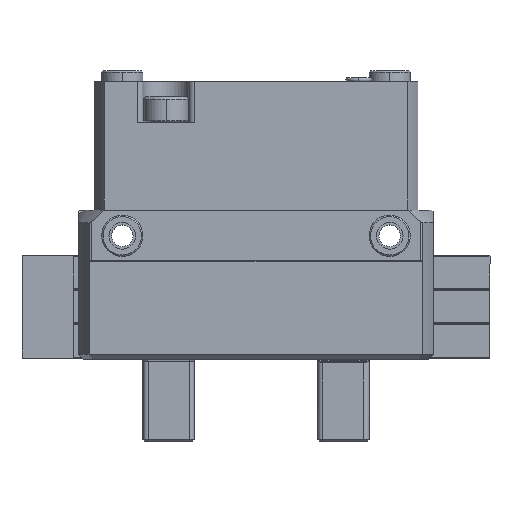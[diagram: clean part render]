
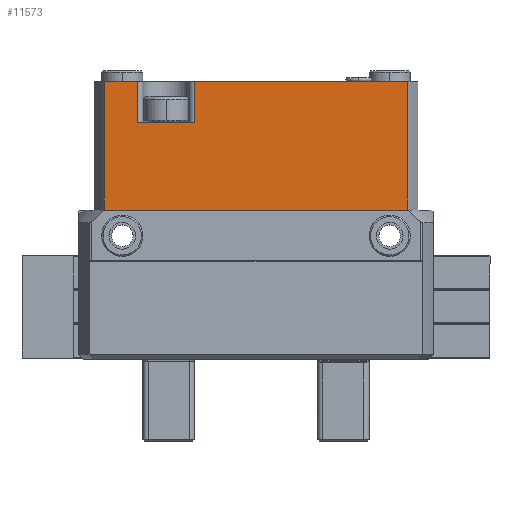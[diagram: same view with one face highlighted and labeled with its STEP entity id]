
A CAD part, top view. The second image highlights one B-rep face of the part: STEP entity #11573.
In plain terms, the highlighted planar face has unit normal (0, 0, 1).
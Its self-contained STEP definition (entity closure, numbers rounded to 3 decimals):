
#648 = DIRECTION ( 'NONE',  ( 0., -1., 0. ) ) ;
#1609 = CARTESIAN_POINT ( 'NONE',  ( -31.5, -8., 17.45 ) ) ;
#1698 = VERTEX_POINT ( 'NONE', #38013 ) ;
#1760 = CARTESIAN_POINT ( 'NONE',  ( -31.5, -25., 17.45 ) ) ;
#2303 = VECTOR ( 'NONE', #648, 1000. ) ;
#2341 = VERTEX_POINT ( 'NONE', #11635 ) ;
#2413 = EDGE_LOOP ( 'NONE', ( #16284, #19501, #7534, #20720, #34742, #16178, #17460, #33675 ) ) ;
#3156 = VECTOR ( 'NONE', #14666, 1000. ) ;
#3290 = VERTEX_POINT ( 'NONE', #5007 ) ;
#3688 = CARTESIAN_POINT ( 'NONE',  ( -12., 0., 17.45 ) ) ;
#3694 = CARTESIAN_POINT ( 'NONE',  ( -12., -25., 17.45 ) ) ;
#3727 = EDGE_CURVE ( 'NONE', #15074, #28686, #10351, .T. ) ;
#4031 = LINE ( 'NONE', #4356, #11104 ) ;
#4356 = CARTESIAN_POINT ( 'NONE',  ( -31.5, -25., 17.45 ) ) ;
#4833 = DIRECTION ( 'NONE',  ( 1., 0., 0. ) ) ;
#4890 = CARTESIAN_POINT ( 'NONE',  ( -12., -8., 17.45 ) ) ;
#5007 = CARTESIAN_POINT ( 'NONE',  ( 29.471, 0., 17.45 ) ) ;
#5497 = VECTOR ( 'NONE', #25823, 1000. ) ;
#6691 = VECTOR ( 'NONE', #31050, 1000. ) ;
#7055 = EDGE_CURVE ( 'NONE', #25155, #32445, #28621, .T. ) ;
#7101 = LINE ( 'NONE', #7105, #6691 ) ;
#7105 = CARTESIAN_POINT ( 'NONE',  ( -23., -25., 17.45 ) ) ;
#7523 = FACE_OUTER_BOUND ( 'NONE', #2413, .T. ) ;
#7534 = ORIENTED_EDGE ( 'NONE', *, *, #37691, .T. ) ;
#7747 = PLANE ( 'NONE',  #37637 ) ;
#8293 = LINE ( 'NONE', #1609, #16252 ) ;
#8551 = EDGE_CURVE ( 'NONE', #15074, #3290, #36376, .T. ) ;
#9000 = EDGE_CURVE ( 'NONE', #28686, #2341, #8293, .T. ) ;
#10351 = LINE ( 'NONE', #3694, #2303 ) ;
#10491 = CARTESIAN_POINT ( 'NONE',  ( 29.471, -25., 17.45 ) ) ;
#11104 = VECTOR ( 'NONE', #28323, 1000. ) ;
#11573 = ADVANCED_FACE ( 'NONE', ( #7523 ), #7747, .T. ) ;
#11635 = CARTESIAN_POINT ( 'NONE',  ( -23., -8., 17.45 ) ) ;
#11639 = CARTESIAN_POINT ( 'NONE',  ( 0., 0., 17.45 ) ) ;
#12308 = CARTESIAN_POINT ( 'NONE',  ( 29.471, 0., 17.45 ) ) ;
#14147 = CARTESIAN_POINT ( 'NONE',  ( -29.471, -25., 17.45 ) ) ;
#14666 = DIRECTION ( 'NONE',  ( 1., 0., 0. ) ) ;
#15074 = VERTEX_POINT ( 'NONE', #3688 ) ;
#15858 = EDGE_CURVE ( 'NONE', #25155, #1698, #27100, .T. ) ;
#16178 = ORIENTED_EDGE ( 'NONE', *, *, #3727, .T. ) ;
#16252 = VECTOR ( 'NONE', #28378, 1000. ) ;
#16269 = DIRECTION ( 'NONE',  ( 0., -1., 0. ) ) ;
#16284 = ORIENTED_EDGE ( 'NONE', *, *, #15858, .F. ) ;
#17091 = EDGE_CURVE ( 'NONE', #2341, #1698, #7101, .T. ) ;
#17460 = ORIENTED_EDGE ( 'NONE', *, *, #9000, .T. ) ;
#18414 = VECTOR ( 'NONE', #33210, 1000. ) ;
#19378 = LINE ( 'NONE', #12308, #18414 ) ;
#19501 = ORIENTED_EDGE ( 'NONE', *, *, #7055, .T. ) ;
#20695 = VERTEX_POINT ( 'NONE', #10491 ) ;
#20716 = VECTOR ( 'NONE', #16269, 1000. ) ;
#20720 = ORIENTED_EDGE ( 'NONE', *, *, #34490, .F. ) ;
#22837 = CARTESIAN_POINT ( 'NONE',  ( -29.471, -25., 17.45 ) ) ;
#22845 = DIRECTION ( 'NONE',  ( 0., 0., 1. ) ) ;
#22984 = CARTESIAN_POINT ( 'NONE',  ( 0., 0., 17.45 ) ) ;
#25155 = VERTEX_POINT ( 'NONE', #30033 ) ;
#25823 = DIRECTION ( 'NONE',  ( 1., 0., 0. ) ) ;
#27100 = LINE ( 'NONE', #11639, #3156 ) ;
#28323 = DIRECTION ( 'NONE',  ( 1., 0., 0. ) ) ;
#28378 = DIRECTION ( 'NONE',  ( -1., 0., 0. ) ) ;
#28621 = LINE ( 'NONE', #22837, #20716 ) ;
#28686 = VERTEX_POINT ( 'NONE', #4890 ) ;
#30033 = CARTESIAN_POINT ( 'NONE',  ( -29.471, 0., 17.45 ) ) ;
#31050 = DIRECTION ( 'NONE',  ( 0., 1., 0. ) ) ;
#32445 = VERTEX_POINT ( 'NONE', #14147 ) ;
#33210 = DIRECTION ( 'NONE',  ( 0., -1., 0. ) ) ;
#33675 = ORIENTED_EDGE ( 'NONE', *, *, #17091, .T. ) ;
#34490 = EDGE_CURVE ( 'NONE', #3290, #20695, #19378, .T. ) ;
#34742 = ORIENTED_EDGE ( 'NONE', *, *, #8551, .F. ) ;
#36376 = LINE ( 'NONE', #22984, #5497 ) ;
#37637 = AXIS2_PLACEMENT_3D ( 'NONE', #1760, #22845, #4833 ) ;
#37691 = EDGE_CURVE ( 'NONE', #32445, #20695, #4031, .T. ) ;
#38013 = CARTESIAN_POINT ( 'NONE',  ( -23., 0., 17.45 ) ) ;
